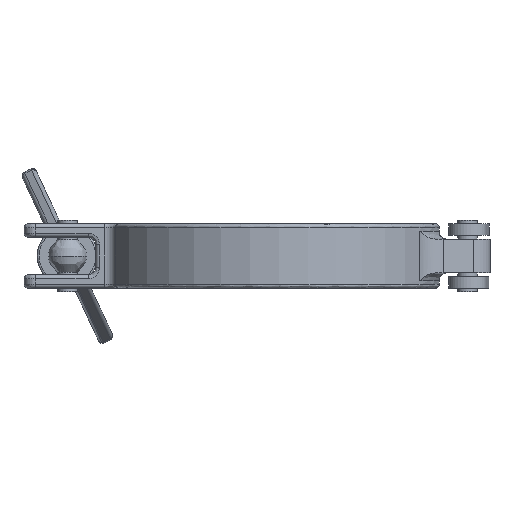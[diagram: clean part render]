
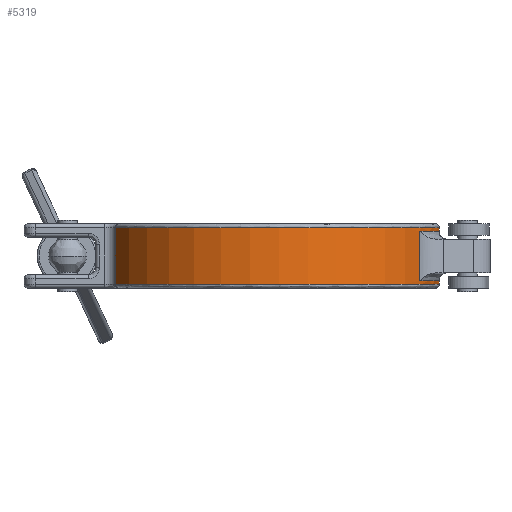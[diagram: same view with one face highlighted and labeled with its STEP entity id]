
A CAD part, front view. The second image highlights one B-rep face of the part: STEP entity #5319.
In plain terms, the highlighted cylindrical face has radius 45 mm (diameter 90 mm), a partial arc.
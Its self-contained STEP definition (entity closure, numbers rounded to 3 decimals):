
#123 = ORIENTED_EDGE ( 'NONE', *, *, #2129, .F. ) ;
#316 = ORIENTED_EDGE ( 'NONE', *, *, #2304, .T. ) ;
#579 = CARTESIAN_POINT ( 'NONE',  ( 44.538, -6.429, -6.5 ) ) ;
#615 = CIRCLE ( 'NONE', #8638, 45. ) ;
#672 = AXIS2_PLACEMENT_3D ( 'NONE', #9500, #12807, #9848 ) ;
#1098 = ORIENTED_EDGE ( 'NONE', *, *, #5724, .T. ) ;
#1118 = VERTEX_POINT ( 'NONE', #13737 ) ;
#1243 = CARTESIAN_POINT ( 'NONE',  ( 39.388, -21.762, 4.5 ) ) ;
#1395 = EDGE_CURVE ( 'NONE', #11216, #13729, #4854, .T. ) ;
#1723 = DIRECTION ( 'NONE',  ( 0., 0., -1. ) ) ;
#1888 = DIRECTION ( 'NONE',  ( 0., 0., 1. ) ) ;
#2106 = DIRECTION ( 'NONE',  ( -1., 0., 0. ) ) ;
#2129 = EDGE_CURVE ( 'NONE', #7068, #13729, #9177, .T. ) ;
#2172 = CARTESIAN_POINT ( 'NONE',  ( -41.325, -17.812, 7.5 ) ) ;
#2205 = VERTEX_POINT ( 'NONE', #2553 ) ;
#2304 = EDGE_CURVE ( 'NONE', #6791, #5214, #615, .T. ) ;
#2318 = EDGE_CURVE ( 'NONE', #1118, #11747, #6422, .T. ) ;
#2451 = VECTOR ( 'NONE', #10949, 1000. ) ;
#2553 = CARTESIAN_POINT ( 'NONE',  ( 44.538, -6.429, 6.5 ) ) ;
#2803 = CARTESIAN_POINT ( 'NONE',  ( -41.325, -17.813, 4.5 ) ) ;
#2995 = AXIS2_PLACEMENT_3D ( 'NONE', #11086, #12381, #5613 ) ;
#3035 = VECTOR ( 'NONE', #10135, 1000. ) ;
#3131 = CARTESIAN_POINT ( 'NONE',  ( 0., 0., 6.5 ) ) ;
#4223 = CARTESIAN_POINT ( 'NONE',  ( -41.325, -17.813, -7.5 ) ) ;
#4854 = CIRCLE ( 'NONE', #12432, 45. ) ;
#5214 = VERTEX_POINT ( 'NONE', #2172 ) ;
#5319 = ADVANCED_FACE ( 'NONE', ( #10220 ), #11302, .T. ) ;
#5613 = DIRECTION ( 'NONE',  ( -1., 0., 0. ) ) ;
#5629 = VECTOR ( 'NONE', #1723, 1000. ) ;
#5671 = CARTESIAN_POINT ( 'NONE',  ( 44.538, -6.429, 8.5 ) ) ;
#5724 = EDGE_CURVE ( 'NONE', #7068, #1118, #10774, .T. ) ;
#5799 = CIRCLE ( 'NONE', #12715, 45. ) ;
#6422 = LINE ( 'NONE', #1243, #2451 ) ;
#6791 = VERTEX_POINT ( 'NONE', #7357 ) ;
#6879 = ORIENTED_EDGE ( 'NONE', *, *, #13072, .F. ) ;
#6921 = CARTESIAN_POINT ( 'NONE',  ( 44.538, -6.429, -7.5 ) ) ;
#7068 = VERTEX_POINT ( 'NONE', #579 ) ;
#7357 = CARTESIAN_POINT ( 'NONE',  ( 44.538, -6.429, 7.5 ) ) ;
#7433 = CARTESIAN_POINT ( 'NONE',  ( 39.388, -21.762, 6.5 ) ) ;
#7520 = DIRECTION ( 'NONE',  ( -1., 0., 0. ) ) ;
#8293 = CARTESIAN_POINT ( 'NONE',  ( 0., 0., -7.5 ) ) ;
#8527 = EDGE_LOOP ( 'NONE', ( #123, #1098, #11556, #13104, #6879, #316, #14068, #13768 ) ) ;
#8638 = AXIS2_PLACEMENT_3D ( 'NONE', #12038, #11095, #2106 ) ;
#8920 = LINE ( 'NONE', #5671, #3035 ) ;
#9177 = LINE ( 'NONE', #11330, #13250 ) ;
#9339 = EDGE_CURVE ( 'NONE', #5214, #11216, #12661, .T. ) ;
#9500 = CARTESIAN_POINT ( 'NONE',  ( 0., 0., -6.5 ) ) ;
#9683 = DIRECTION ( 'NONE',  ( 0., 0., 1. ) ) ;
#9848 = DIRECTION ( 'NONE',  ( -1., 0., 0. ) ) ;
#10135 = DIRECTION ( 'NONE',  ( 0., 0., -1. ) ) ;
#10220 = FACE_OUTER_BOUND ( 'NONE', #8527, .T. ) ;
#10383 = DIRECTION ( 'NONE',  ( 0., 0., -1. ) ) ;
#10774 = CIRCLE ( 'NONE', #672, 45. ) ;
#10949 = DIRECTION ( 'NONE',  ( 0., 0., 1. ) ) ;
#11086 = CARTESIAN_POINT ( 'NONE',  ( 0., 0., 4.5 ) ) ;
#11095 = DIRECTION ( 'NONE',  ( 0., 0., -1. ) ) ;
#11216 = VERTEX_POINT ( 'NONE', #4223 ) ;
#11302 = CYLINDRICAL_SURFACE ( 'NONE', #2995, 45. ) ;
#11330 = CARTESIAN_POINT ( 'NONE',  ( 44.538, -6.429, 8.5 ) ) ;
#11533 = EDGE_CURVE ( 'NONE', #11747, #2205, #5799, .T. ) ;
#11556 = ORIENTED_EDGE ( 'NONE', *, *, #2318, .T. ) ;
#11747 = VERTEX_POINT ( 'NONE', #7433 ) ;
#12038 = CARTESIAN_POINT ( 'NONE',  ( 0., 0., 7.5 ) ) ;
#12381 = DIRECTION ( 'NONE',  ( 0., 0., -1. ) ) ;
#12432 = AXIS2_PLACEMENT_3D ( 'NONE', #8293, #1888, #12689 ) ;
#12661 = LINE ( 'NONE', #2803, #5629 ) ;
#12689 = DIRECTION ( 'NONE',  ( -1., 0., 0. ) ) ;
#12715 = AXIS2_PLACEMENT_3D ( 'NONE', #3131, #9683, #7520 ) ;
#12807 = DIRECTION ( 'NONE',  ( 0., 0., -1. ) ) ;
#13072 = EDGE_CURVE ( 'NONE', #6791, #2205, #8920, .T. ) ;
#13104 = ORIENTED_EDGE ( 'NONE', *, *, #11533, .T. ) ;
#13250 = VECTOR ( 'NONE', #10383, 1000. ) ;
#13729 = VERTEX_POINT ( 'NONE', #6921 ) ;
#13737 = CARTESIAN_POINT ( 'NONE',  ( 39.388, -21.762, -6.5 ) ) ;
#13768 = ORIENTED_EDGE ( 'NONE', *, *, #1395, .T. ) ;
#14068 = ORIENTED_EDGE ( 'NONE', *, *, #9339, .T. ) ;
